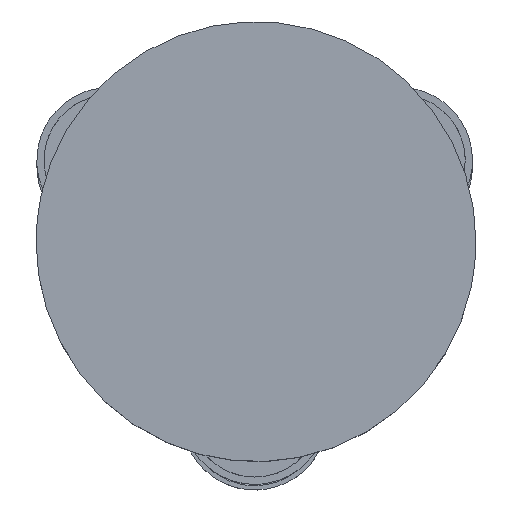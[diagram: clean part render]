
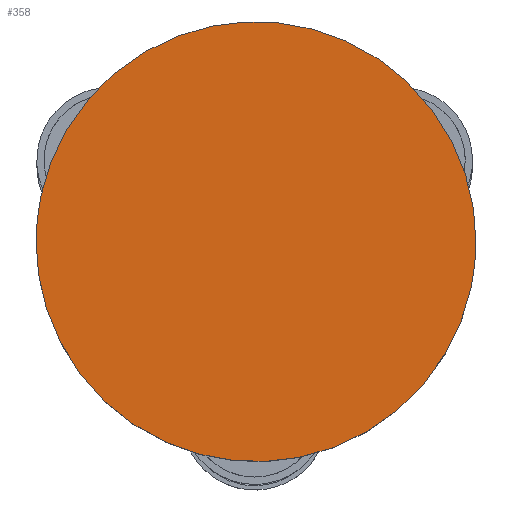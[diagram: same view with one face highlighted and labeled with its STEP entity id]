
A CAD part, top view. The second image highlights one B-rep face of the part: STEP entity #358.
In plain terms, the highlighted planar face has unit normal (0, 0, 1).
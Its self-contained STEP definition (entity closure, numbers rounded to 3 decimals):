
#358=ADVANCED_FACE('',(#568),#3200,.T.);
#568=FACE_OUTER_BOUND('',#786,.T.);
#786=EDGE_LOOP('',(#1767,#1768));
#1767=ORIENTED_EDGE('',*,*,#2269,.T.);
#1768=ORIENTED_EDGE('',*,*,#2275,.T.);
#2269=EDGE_CURVE('',#3086,#3090,#2765,.T.);
#2275=EDGE_CURVE('',#3090,#3086,#2771,.T.);
#2765=(
BOUNDED_CURVE()
B_SPLINE_CURVE(2,(#5944,#5945,#5946,#5947,#5948),.UNSPECIFIED.,.F.,.F.)
B_SPLINE_CURVE_WITH_KNOTS((3,2,3),(0.,118.6,237.201),
 .UNSPECIFIED.)
CURVE()
GEOMETRIC_REPRESENTATION_ITEM()
RATIONAL_B_SPLINE_CURVE((1.,0.707,1.,0.707,1.))
REPRESENTATION_ITEM('')
);
#2771=(
BOUNDED_CURVE()
B_SPLINE_CURVE(2,(#5968,#5969,#5970,#5971,#5972),.UNSPECIFIED.,.F.,.F.)
B_SPLINE_CURVE_WITH_KNOTS((3,2,3),(237.201,355.801,474.401),
 .UNSPECIFIED.)
CURVE()
GEOMETRIC_REPRESENTATION_ITEM()
RATIONAL_B_SPLINE_CURVE((1.,0.707,1.,0.707,1.))
REPRESENTATION_ITEM('')
);
#3086=VERTEX_POINT('',#5930);
#3090=VERTEX_POINT('',#5934);
#3200=PLANE('',#3514);
#3514=AXIS2_PLACEMENT_3D('',#5924,#3713,$);
#3713=DIRECTION('',(0.,0.,1.));
#5924=CARTESIAN_POINT('',(94.836,94.379,1027.));
#5930=CARTESIAN_POINT('',(-75.047,0.,1027.));
#5934=CARTESIAN_POINT('',(75.96,0.,1027.));
#5944=CARTESIAN_POINT('',(-75.047,0.,1027.));
#5945=CARTESIAN_POINT('',(-75.047,-75.503,1027.));
#5946=CARTESIAN_POINT('',(0.457,-75.503,1027.));
#5947=CARTESIAN_POINT('',(75.96,-75.503,1027.));
#5948=CARTESIAN_POINT('',(75.96,0.,1027.));
#5968=CARTESIAN_POINT('',(75.96,0.,1027.));
#5969=CARTESIAN_POINT('',(75.96,75.503,1027.));
#5970=CARTESIAN_POINT('',(0.457,75.503,1027.));
#5971=CARTESIAN_POINT('',(-75.047,75.503,1027.));
#5972=CARTESIAN_POINT('',(-75.047,0.,1027.));
